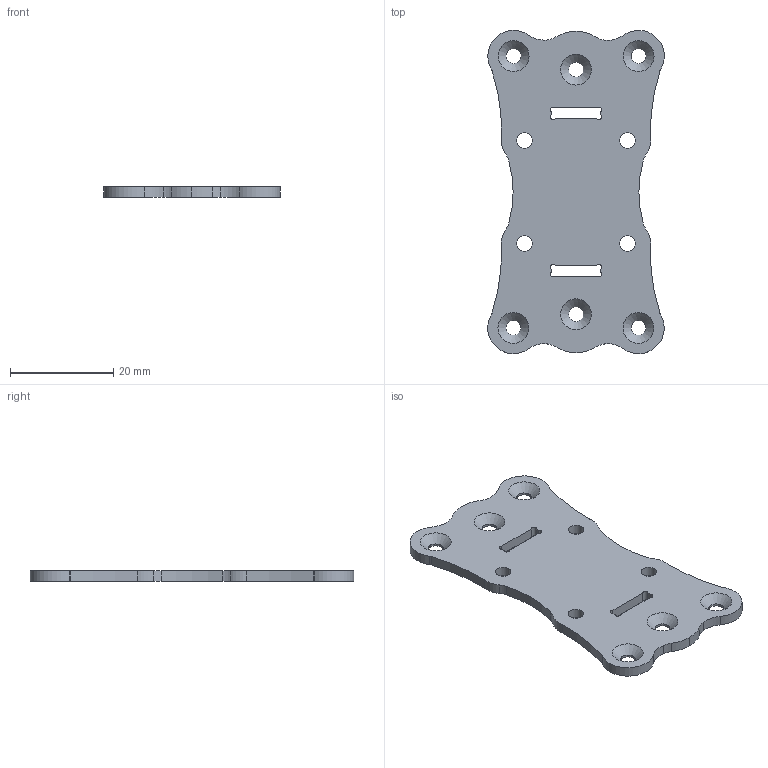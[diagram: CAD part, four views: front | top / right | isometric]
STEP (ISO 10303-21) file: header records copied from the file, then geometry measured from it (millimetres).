
FILE_DESCRIPTION(/* description */ (''),/* implementation_level */ '2;1');
FILE_NAME(/* name */ 'Typhon Bottom Plate Long v1.step',/* time_stamp */ '2023-04-16T12:32:47-04:00',/* author */ (''),/* organization */ (''),/* preprocessor_version */ 'ST-DEVELOPER v19.2',/* originating_system */ 'Autodesk Translation Framework v11.17.0.187',/* authorisation */ '');
FILE_SCHEMA (('AUTOMOTIVE_DESIGN { 1 0 10303 214 3 1 1 }'));
Length unit declared in the file: millimetre
Products named in the file (1): Typhon Bottom Plate Long
Bounding box: 34.29 x 62.75 x 2 mm (x, y, z)
Volume: 3289.5 mm3; surface area: 4011.4 mm2
Topology: 1 solids, 1 shells, 74 faces, 214 edges, 142 vertices
Faces by surface type: cylinder 58, plane 10, cone 6
Full cylindrical faces by diameter (mm): 2.9 x2, 3 x4
Entity records: 2648 total; most frequent: CARTESIAN_POINT 507, DIRECTION 474, ORIENTED_EDGE 428, EDGE_CURVE 214, AXIS2_PLACEMENT_3D 193, VERTEX_POINT 142, CIRCLE 118, EDGE_LOOP 98
